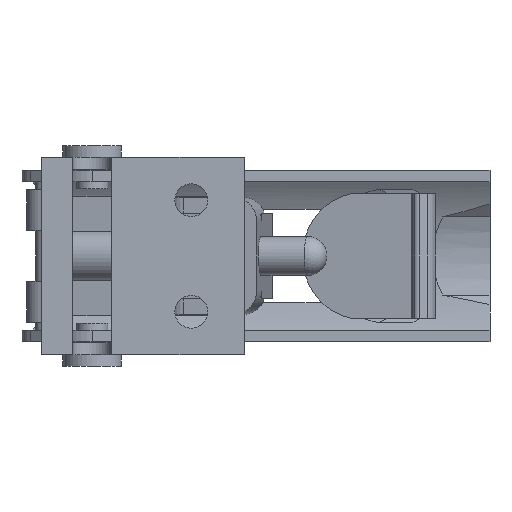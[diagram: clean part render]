
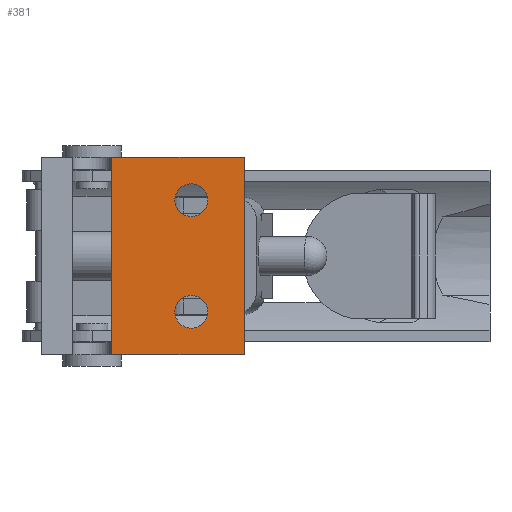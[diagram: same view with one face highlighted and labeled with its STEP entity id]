
A CAD part, front view. The second image highlights one B-rep face of the part: STEP entity #381.
In plain terms, the highlighted planar face has unit normal (0, -1, 0).
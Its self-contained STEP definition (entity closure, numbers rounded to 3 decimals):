
#381 = ADVANCED_FACE( '', ( #804, #805, #806 ), #807, .F. );
#804 = FACE_BOUND( '', #1337, .T. );
#805 = FACE_BOUND( '', #1338, .T. );
#806 = FACE_OUTER_BOUND( '', #1339, .T. );
#807 = PLANE( '', #1340 );
#1337 = EDGE_LOOP( '', ( #2088 ) );
#1338 = EDGE_LOOP( '', ( #2089 ) );
#1339 = EDGE_LOOP( '', ( #2090, #2091, #2092, #2093 ) );
#1340 = AXIS2_PLACEMENT_3D( '', #2094, #2095, #2096 );
#2088 = ORIENTED_EDGE( '', *, *, #3298, .T. );
#2089 = ORIENTED_EDGE( '', *, *, #3270, .T. );
#2090 = ORIENTED_EDGE( '', *, *, #3393, .T. );
#2091 = ORIENTED_EDGE( '', *, *, #3244, .F. );
#2092 = ORIENTED_EDGE( '', *, *, #3394, .F. );
#2093 = ORIENTED_EDGE( '', *, *, #3395, .T. );
#2094 = CARTESIAN_POINT( '', ( -19.5, -10., 12.65 ) );
#2095 = DIRECTION( '', ( 0., 1., 0. ) );
#2096 = DIRECTION( '', ( 0., 0., 1. ) );
#3244 = EDGE_CURVE( '', #3865, #3856, #3867, .T. );
#3270 = EDGE_CURVE( '', #3909, #3909, #3910, .T. );
#3298 = EDGE_CURVE( '', #3959, #3959, #3960, .T. );
#3393 = EDGE_CURVE( '', #4120, #3856, #4121, .T. );
#3394 = EDGE_CURVE( '', #4122, #3865, #4123, .T. );
#3395 = EDGE_CURVE( '', #4122, #4120, #4124, .T. );
#3856 = VERTEX_POINT( '', #4770 );
#3865 = VERTEX_POINT( '', #4783 );
#3867 = LINE( '', #4786, #4787 );
#3909 = VERTEX_POINT( '', #4838 );
#3910 = CIRCLE( '', #4839, 2.1 );
#3959 = VERTEX_POINT( '', #4901 );
#3960 = CIRCLE( '', #4902, 2.1 );
#4120 = VERTEX_POINT( '', #5115 );
#4121 = LINE( '', #5116, #5117 );
#4122 = VERTEX_POINT( '', #5118 );
#4123 = LINE( '', #5119, #5120 );
#4124 = LINE( '', #5121, #5122 );
#4770 = CARTESIAN_POINT( '', ( -2.5, -10., -12.65 ) );
#4783 = CARTESIAN_POINT( '', ( -2.5, -10., 12.65 ) );
#4786 = CARTESIAN_POINT( '', ( -2.5, -10., 12.65 ) );
#4787 = VECTOR( '', #5948, 1000. );
#4838 = CARTESIAN_POINT( '', ( -10.6, -10., -7.15 ) );
#4839 = AXIS2_PLACEMENT_3D( '', #5985, #5986, #5987 );
#4901 = CARTESIAN_POINT( '', ( -10.6, -10., 7.15 ) );
#4902 = AXIS2_PLACEMENT_3D( '', #6031, #6032, #6033 );
#5115 = CARTESIAN_POINT( '', ( -19.5, -10., -12.65 ) );
#5116 = CARTESIAN_POINT( '', ( -19.5, -10., -12.65 ) );
#5117 = VECTOR( '', #6158, 1000. );
#5118 = CARTESIAN_POINT( '', ( -19.5, -10., 12.65 ) );
#5119 = CARTESIAN_POINT( '', ( -19.5, -10., 12.65 ) );
#5120 = VECTOR( '', #6159, 1000. );
#5121 = CARTESIAN_POINT( '', ( -19.5, -10., 12.65 ) );
#5122 = VECTOR( '', #6160, 1000. );
#5948 = DIRECTION( '', ( 0., 0., -1. ) );
#5985 = CARTESIAN_POINT( '', ( -12.7, -10., -7.15 ) );
#5986 = DIRECTION( '', ( 0., 1., 0. ) );
#5987 = DIRECTION( '', ( 1., 0., 0. ) );
#6031 = CARTESIAN_POINT( '', ( -12.7, -10., 7.15 ) );
#6032 = DIRECTION( '', ( 0., 1., 0. ) );
#6033 = DIRECTION( '', ( 1., 0., 0. ) );
#6158 = DIRECTION( '', ( 1., 0., 0. ) );
#6159 = DIRECTION( '', ( 1., 0., 0. ) );
#6160 = DIRECTION( '', ( 0., 0., -1. ) );
